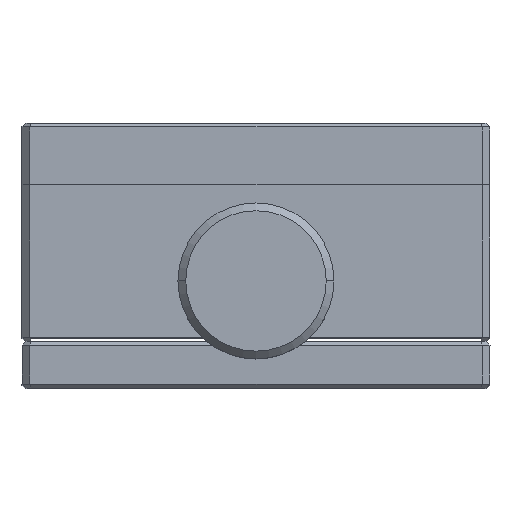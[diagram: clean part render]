
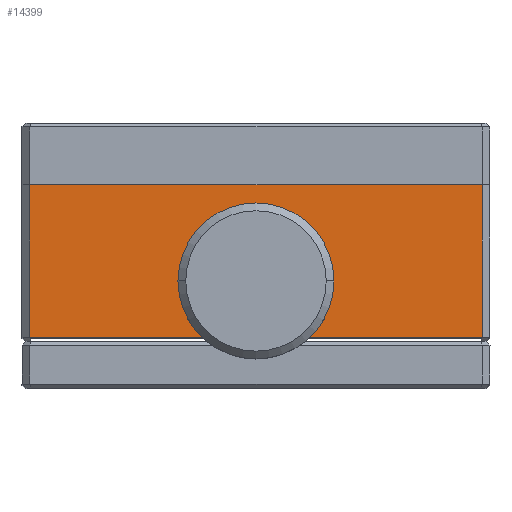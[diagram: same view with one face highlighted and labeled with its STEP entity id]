
A CAD part, top view. The second image highlights one B-rep face of the part: STEP entity #14399.
In plain terms, the highlighted planar face has unit normal (0, 0, 1).
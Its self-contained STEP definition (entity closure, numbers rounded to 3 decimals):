
#309 = DIRECTION ( 'NONE',  ( 0., -1., 0. ) ) ;
#597 = FACE_BOUND ( 'NONE', #6228, .T. ) ;
#2006 = CARTESIAN_POINT ( 'NONE',  ( -96.954, 33.674, 20. ) ) ;
#2091 = LINE ( 'NONE', #15676, #10587 ) ;
#2097 = VERTEX_POINT ( 'NONE', #15815 ) ;
#2388 = LINE ( 'NONE', #10874, #14286 ) ;
#3126 = CARTESIAN_POINT ( 'NONE',  ( -38.954, 14.074, 20. ) ) ;
#4104 = DIRECTION ( 'NONE',  ( 0., 0., 1. ) ) ;
#4570 = EDGE_CURVE ( 'NONE', #13144, #2097, #10320, .T. ) ;
#4768 = CARTESIAN_POINT ( 'NONE',  ( -96.954, 14.074, 20. ) ) ;
#4903 = EDGE_CURVE ( 'NONE', #7436, #15627, #11935, .T. ) ;
#5569 = CARTESIAN_POINT ( 'NONE',  ( -67.954, 21.274, 20. ) ) ;
#5733 = FACE_OUTER_BOUND ( 'NONE', #13046, .T. ) ;
#6228 = EDGE_LOOP ( 'NONE', ( #7545, #17432 ) ) ;
#6366 = CIRCLE ( 'NONE', #6586, 4.5 ) ;
#6402 = EDGE_CURVE ( 'NONE', #7219, #15627, #16318, .T. ) ;
#6582 = VECTOR ( 'NONE', #13184, 1000. ) ;
#6586 = AXIS2_PLACEMENT_3D ( 'NONE', #5569, #4104, #7561 ) ;
#6653 = DIRECTION ( 'NONE',  ( 1., 0., 0. ) ) ;
#6985 = AXIS2_PLACEMENT_3D ( 'NONE', #11341, #14165, #13606 ) ;
#7219 = VERTEX_POINT ( 'NONE', #13573 ) ;
#7356 = CARTESIAN_POINT ( 'NONE',  ( -67.954, 25.774, 20. ) ) ;
#7436 = VERTEX_POINT ( 'NONE', #12498 ) ;
#7545 = ORIENTED_EDGE ( 'NONE', *, *, #4570, .F. ) ;
#7561 = DIRECTION ( 'NONE',  ( 0., 1., 0. ) ) ;
#7727 = EDGE_CURVE ( 'NONE', #8310, #7436, #2388, .T. ) ;
#8310 = VERTEX_POINT ( 'NONE', #2006 ) ;
#8369 = VECTOR ( 'NONE', #309, 1000. ) ;
#8854 = CARTESIAN_POINT ( 'NONE',  ( -38.954, 23.874, 20. ) ) ;
#9374 = ORIENTED_EDGE ( 'NONE', *, *, #6402, .T. ) ;
#10068 = AXIS2_PLACEMENT_3D ( 'NONE', #4768, #10457, #11553 ) ;
#10320 = CIRCLE ( 'NONE', #6985, 4.5 ) ;
#10457 = DIRECTION ( 'NONE',  ( 0., 0., -1. ) ) ;
#10587 = VECTOR ( 'NONE', #17137, 1000. ) ;
#10874 = CARTESIAN_POINT ( 'NONE',  ( -67.954, 33.674, 20. ) ) ;
#10990 = PLANE ( 'NONE',  #10068 ) ;
#11200 = CARTESIAN_POINT ( 'NONE',  ( -67.954, 14.074, 20. ) ) ;
#11341 = CARTESIAN_POINT ( 'NONE',  ( -67.954, 21.274, 20. ) ) ;
#11553 = DIRECTION ( 'NONE',  ( 0., 1., 0. ) ) ;
#11923 = EDGE_CURVE ( 'NONE', #2097, #13144, #6366, .T. ) ;
#11935 = LINE ( 'NONE', #8854, #8369 ) ;
#12498 = CARTESIAN_POINT ( 'NONE',  ( -38.954, 33.674, 20. ) ) ;
#12578 = ORIENTED_EDGE ( 'NONE', *, *, #12965, .F. ) ;
#12965 = EDGE_CURVE ( 'NONE', #7219, #8310, #2091, .T. ) ;
#13046 = EDGE_LOOP ( 'NONE', ( #15392, #14864, #12578, #9374 ) ) ;
#13144 = VERTEX_POINT ( 'NONE', #7356 ) ;
#13184 = DIRECTION ( 'NONE',  ( 1., 0., 0. ) ) ;
#13573 = CARTESIAN_POINT ( 'NONE',  ( -96.954, 14.074, 20. ) ) ;
#13606 = DIRECTION ( 'NONE',  ( 0., 1., 0. ) ) ;
#14165 = DIRECTION ( 'NONE',  ( 0., 0., 1. ) ) ;
#14286 = VECTOR ( 'NONE', #6653, 1000. ) ;
#14399 = ADVANCED_FACE ( 'NONE', ( #597, #5733 ), #10990, .F. ) ;
#14864 = ORIENTED_EDGE ( 'NONE', *, *, #7727, .F. ) ;
#15392 = ORIENTED_EDGE ( 'NONE', *, *, #4903, .F. ) ;
#15627 = VERTEX_POINT ( 'NONE', #3126 ) ;
#15676 = CARTESIAN_POINT ( 'NONE',  ( -96.954, 23.874, 20. ) ) ;
#15815 = CARTESIAN_POINT ( 'NONE',  ( -67.954, 16.774, 20. ) ) ;
#16318 = LINE ( 'NONE', #11200, #6582 ) ;
#17137 = DIRECTION ( 'NONE',  ( 0., 1., 0. ) ) ;
#17432 = ORIENTED_EDGE ( 'NONE', *, *, #11923, .F. ) ;
